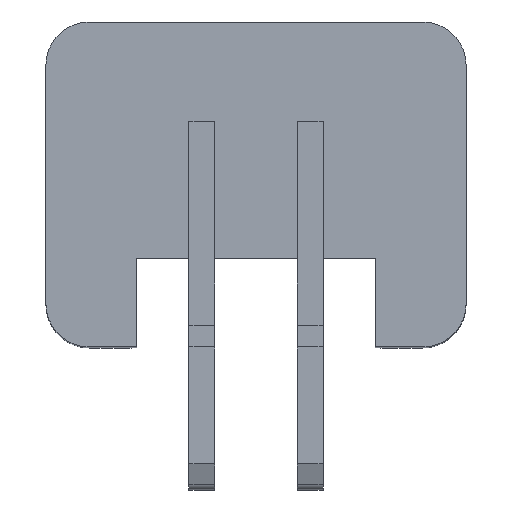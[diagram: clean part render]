
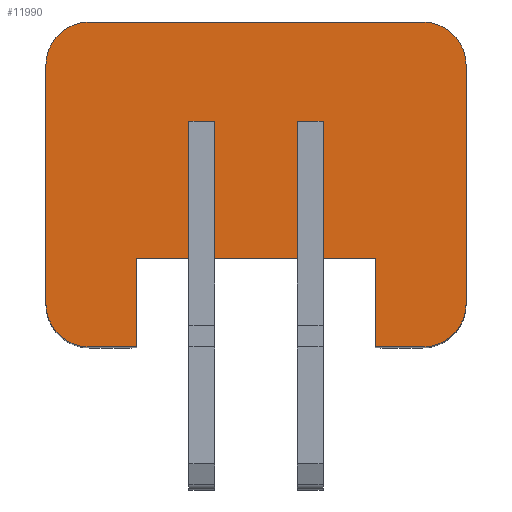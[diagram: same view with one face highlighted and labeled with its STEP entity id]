
A CAD part, top view. The second image highlights one B-rep face of the part: STEP entity #11990.
In plain terms, the highlighted planar face has unit normal (0, 0, 1).
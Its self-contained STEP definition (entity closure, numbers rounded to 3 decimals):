
#4160=CARTESIAN_POINT('',(-5.122,0.,14.2));
#4170=DIRECTION('',(0.,-1.,0.));
#4180=VECTOR('',#4170,1.);
#4190=LINE('',#4160,#4180);
#4200=CARTESIAN_POINT('',(-5.122,27.935,14.2));
#4210=VERTEX_POINT('',#4200);
#4220=CARTESIAN_POINT('',(-5.122,25.885,14.2));
#4230=VERTEX_POINT('',#4220);
#4240=EDGE_CURVE('',#4210,#4230,#4190,.T.);
#5940=CARTESIAN_POINT('',(-10.622,27.935,14.2));
#5950=VERTEX_POINT('',#5940);
#6100=CARTESIAN_POINT('',(-10.622,25.885,14.2));
#6110=VERTEX_POINT('',#6100);
#6140=CARTESIAN_POINT('',(-10.622,0.,14.2));
#6150=DIRECTION('',(0.,-1.,0.));
#6160=VECTOR('',#6150,1.);
#6170=LINE('',#6140,#6160);
#6180=EDGE_CURVE('',#5950,#6110,#6170,.T.);
#7620=CARTESIAN_POINT('',(-3.022,32.385,14.2));
#7630=VERTEX_POINT('',#7620);
#7660=CARTESIAN_POINT('',(-4.022,32.385,14.2));
#7670=DIRECTION('',(0.,0.,-1.));
#7680=DIRECTION('',(-1.,0.,0.));
#7690=AXIS2_PLACEMENT_3D('',#7660,#7670,#7680);
#7700=CIRCLE('',#7690,1.);
#7710=CARTESIAN_POINT('',(-4.022,33.385,14.2));
#7720=VERTEX_POINT('',#7710);
#7730=EDGE_CURVE('',#7720,#7630,#7700,.T.);
#8020=CARTESIAN_POINT('',(-11.722,25.885,14.2));
#8030=VERTEX_POINT('',#8020);
#8060=CARTESIAN_POINT('',(-15.744,25.885,14.2));
#8070=DIRECTION('',(-1.,0.,0.));
#8080=VECTOR('',#8070,1.);
#8090=LINE('',#8060,#8080);
#8100=EDGE_CURVE('',#6110,#8030,#8090,.T.);
#8350=CARTESIAN_POINT('',(-15.744,33.385,14.2));
#8360=DIRECTION('',(-1.,0.,0.));
#8370=VECTOR('',#8360,1.);
#8380=LINE('',#8350,#8370);
#8390=CARTESIAN_POINT('',(-11.722,33.385,14.2));
#8400=VERTEX_POINT('',#8390);
#8410=EDGE_CURVE('',#7720,#8400,#8380,.T.);
#9090=CARTESIAN_POINT('',(-11.722,32.385,14.2));
#9100=DIRECTION('',(0.,0.,1.));
#9110=DIRECTION('',(1.,0.,0.));
#9120=AXIS2_PLACEMENT_3D('',#9090,#9100,#9110);
#9130=CIRCLE('',#9120,1.);
#9140=CARTESIAN_POINT('',(-12.722,32.385,14.2));
#9150=VERTEX_POINT('',#9140);
#9160=EDGE_CURVE('',#8400,#9150,#9130,.T.);
#9490=CARTESIAN_POINT('',(-12.722,0.,14.2));
#9500=DIRECTION('',(0.,1.,0.));
#9510=VECTOR('',#9500,1.);
#9520=LINE('',#9490,#9510);
#9530=CARTESIAN_POINT('',(-12.722,26.885,14.2));
#9540=VERTEX_POINT('',#9530);
#9550=EDGE_CURVE('',#9540,#9150,#9520,.T.);
#9890=CARTESIAN_POINT('',(-11.722,26.885,14.2));
#9900=DIRECTION('',(0.,0.,1.));
#9910=DIRECTION('',(1.,0.,0.));
#9920=AXIS2_PLACEMENT_3D('',#9890,#9900,#9910);
#9930=CIRCLE('',#9920,1.);
#9940=EDGE_CURVE('',#9540,#8030,#9930,.T.);
#10420=CARTESIAN_POINT('',(0.,27.935,14.2));
#10430=DIRECTION('',(-1.,0.,0.));
#10440=VECTOR('',#10430,1.);
#10450=LINE('',#10420,#10440);
#10460=CARTESIAN_POINT('',(-9.422,27.935,14.2));
#10470=VERTEX_POINT('',#10460);
#10480=EDGE_CURVE('',#10470,#5950,#10450,.T.);
#10700=CARTESIAN_POINT('',(-8.822,27.935,14.2));
#10710=VERTEX_POINT('',#10700);
#10740=CARTESIAN_POINT('',(-6.922,27.935,14.2));
#10750=VERTEX_POINT('',#10740);
#10760=EDGE_CURVE('',#10750,#10710,#10450,.T.);
#10980=CARTESIAN_POINT('',(-6.322,27.935,14.2));
#10990=VERTEX_POINT('',#10980);
#11020=EDGE_CURVE('',#4210,#10990,#10450,.T.);
#11140=CARTESIAN_POINT('',(-6.67,32.026,14.2));
#11150=DIRECTION('',(0.,0.,1.));
#11160=DIRECTION('',(1.,0.,0.));
#11170=AXIS2_PLACEMENT_3D('',#11140,#11150,#11160);
#11180=PLANE('',#11170);
#11190=ORIENTED_EDGE('',*,*,#8410,.T.);
#11200=ORIENTED_EDGE('',*,*,#7730,.F.);
#11210=CARTESIAN_POINT('',(-3.022,0.,14.2));
#11220=DIRECTION('',(0.,1.,0.));
#11230=VECTOR('',#11220,1.);
#11240=LINE('',#11210,#11230);
#11250=CARTESIAN_POINT('',(-3.022,26.885,14.2));
#11260=VERTEX_POINT('',#11250);
#11270=EDGE_CURVE('',#11260,#7630,#11240,.T.);
#11280=ORIENTED_EDGE('',*,*,#11270,.T.);
#11290=CARTESIAN_POINT('',(-4.022,26.885,14.2));
#11300=DIRECTION('',(0.,0.,-1.));
#11310=DIRECTION('',(-1.,0.,0.));
#11320=AXIS2_PLACEMENT_3D('',#11290,#11300,#11310);
#11330=CIRCLE('',#11320,1.);
#11340=CARTESIAN_POINT('',(-4.022,25.885,14.2));
#11350=VERTEX_POINT('',#11340);
#11360=EDGE_CURVE('',#11260,#11350,#11330,.T.);
#11370=ORIENTED_EDGE('',*,*,#11360,.F.);
#11380=CARTESIAN_POINT('',(0.,25.885,14.2));
#11390=DIRECTION('',(1.,0.,0.));
#11400=VECTOR('',#11390,1.);
#11410=LINE('',#11380,#11400);
#11420=EDGE_CURVE('',#4230,#11350,#11410,.T.);
#11430=ORIENTED_EDGE('',*,*,#11420,.T.);
#11440=ORIENTED_EDGE('',*,*,#4240,.T.);
#11450=ORIENTED_EDGE('',*,*,#11020,.F.);
#11460=CARTESIAN_POINT('',(-6.322,0.,14.2));
#11470=DIRECTION('',(0.,1.,0.));
#11480=VECTOR('',#11470,1.);
#11490=LINE('',#11460,#11480);
#11500=CARTESIAN_POINT('',(-6.322,31.085,14.2));
#11510=VERTEX_POINT('',#11500);
#11520=EDGE_CURVE('',#10990,#11510,#11490,.T.);
#11530=ORIENTED_EDGE('',*,*,#11520,.F.);
#11540=CARTESIAN_POINT('',(-15.744,31.085,14.2));
#11550=DIRECTION('',(1.,0.,0.));
#11560=VECTOR('',#11550,1.);
#11570=LINE('',#11540,#11560);
#11580=CARTESIAN_POINT('',(-6.922,31.085,14.2));
#11590=VERTEX_POINT('',#11580);
#11600=EDGE_CURVE('',#11590,#11510,#11570,.T.);
#11610=ORIENTED_EDGE('',*,*,#11600,.T.);
#11620=CARTESIAN_POINT('',(-6.922,0.,14.2));
#11630=DIRECTION('',(0.,1.,0.));
#11640=VECTOR('',#11630,1.);
#11650=LINE('',#11620,#11640);
#11660=EDGE_CURVE('',#10750,#11590,#11650,.T.);
#11670=ORIENTED_EDGE('',*,*,#11660,.T.);
#11680=ORIENTED_EDGE('',*,*,#10760,.F.);
#11690=CARTESIAN_POINT('',(-8.822,0.,14.2));
#11700=DIRECTION('',(0.,1.,0.));
#11710=VECTOR('',#11700,1.);
#11720=LINE('',#11690,#11710);
#11730=CARTESIAN_POINT('',(-8.822,31.085,14.2));
#11740=VERTEX_POINT('',#11730);
#11750=EDGE_CURVE('',#10710,#11740,#11720,.T.);
#11760=ORIENTED_EDGE('',*,*,#11750,.F.);
#11770=CARTESIAN_POINT('',(-15.744,31.085,14.2));
#11780=DIRECTION('',(1.,0.,0.));
#11790=VECTOR('',#11780,1.);
#11800=LINE('',#11770,#11790);
#11810=CARTESIAN_POINT('',(-9.422,31.085,14.2));
#11820=VERTEX_POINT('',#11810);
#11830=EDGE_CURVE('',#11820,#11740,#11800,.T.);
#11840=ORIENTED_EDGE('',*,*,#11830,.T.);
#11850=CARTESIAN_POINT('',(-9.422,0.,14.2));
#11860=DIRECTION('',(0.,1.,0.));
#11870=VECTOR('',#11860,1.);
#11880=LINE('',#11850,#11870);
#11890=EDGE_CURVE('',#10470,#11820,#11880,.T.);
#11900=ORIENTED_EDGE('',*,*,#11890,.T.);
#11910=ORIENTED_EDGE('',*,*,#10480,.F.);
#11920=ORIENTED_EDGE('',*,*,#6180,.F.);
#11930=ORIENTED_EDGE('',*,*,#8100,.F.);
#11940=ORIENTED_EDGE('',*,*,#9940,.T.);
#11950=ORIENTED_EDGE('',*,*,#9550,.F.);
#11960=ORIENTED_EDGE('',*,*,#9160,.T.);
#11970=EDGE_LOOP('',(#11960,#11950,#11940,#11930,#11920,#11910,#11900,
#11840,#11760,#11680,#11670,#11610,#11530,#11450,#11440,#11430,#11370,
#11280,#11200,#11190));
#11980=FACE_OUTER_BOUND('',#11970,.T.);
#11990=ADVANCED_FACE('',(#11980),#11180,.T.);
